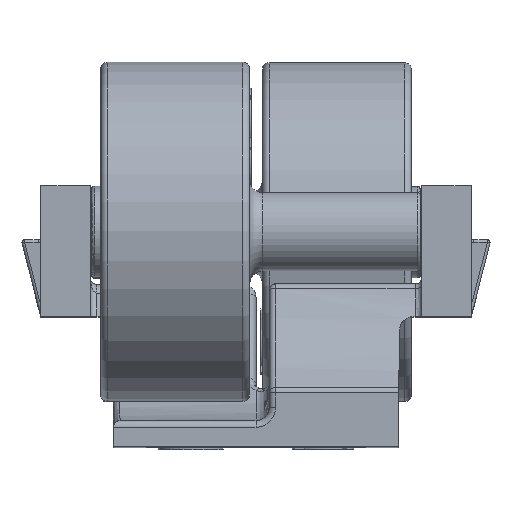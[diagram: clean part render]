
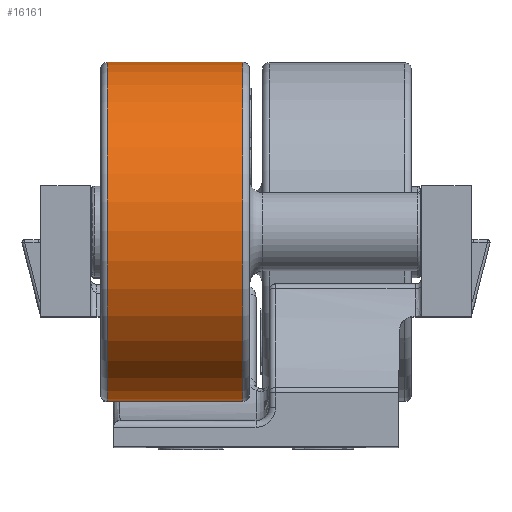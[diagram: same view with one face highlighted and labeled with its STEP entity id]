
A CAD part, top view. The second image highlights one B-rep face of the part: STEP entity #16161.
In plain terms, the highlighted cylindrical face has radius 13 mm (diameter 26 mm), a full revolution.
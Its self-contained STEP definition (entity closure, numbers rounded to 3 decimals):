
#1118=FACE_BOUND('',#2775,.T.);
#1810=FACE_OUTER_BOUND('',#2774,.T.);
#2774=EDGE_LOOP('',(#13949));
#2775=EDGE_LOOP('',(#13950));
#6352=CIRCLE('',#17530,13.);
#6389=CIRCLE('',#17580,13.);
#7637=VERTEX_POINT('',#30860);
#7682=VERTEX_POINT('',#30963);
#9782=EDGE_CURVE('',#7637,#7637,#6352,.T.);
#9827=EDGE_CURVE('',#7682,#7682,#6389,.T.);
#13949=ORIENTED_EDGE('',*,*,#9782,.T.);
#13950=ORIENTED_EDGE('',*,*,#9827,.T.);
#15437=CYLINDRICAL_SURFACE('',#17583,13.);
#16161=ADVANCED_FACE('',(#1810,#1118),#15437,.T.);
#17530=AXIS2_PLACEMENT_3D('',#30861,#21165,#21166);
#17580=AXIS2_PLACEMENT_3D('',#30964,#21273,#21274);
#17583=AXIS2_PLACEMENT_3D('',#30967,#21279,#21280);
#21165=DIRECTION('center_axis',(0.,0.,-1.));
#21166=DIRECTION('ref_axis',(1.,0.,0.));
#21273=DIRECTION('center_axis',(0.,0.,1.));
#21274=DIRECTION('ref_axis',(1.,0.,0.));
#21279=DIRECTION('center_axis',(0.,0.,-1.));
#21280=DIRECTION('ref_axis',(-1.,0.,0.));
#30860=CARTESIAN_POINT('',(13.,0.,-1.));
#30861=CARTESIAN_POINT('Origin',(0.,0.,-1.));
#30963=CARTESIAN_POINT('',(13.,0.,-11.4));
#30964=CARTESIAN_POINT('Origin',(0.,0.,-11.4));
#30967=CARTESIAN_POINT('Origin',(0.,0.,11.9));
